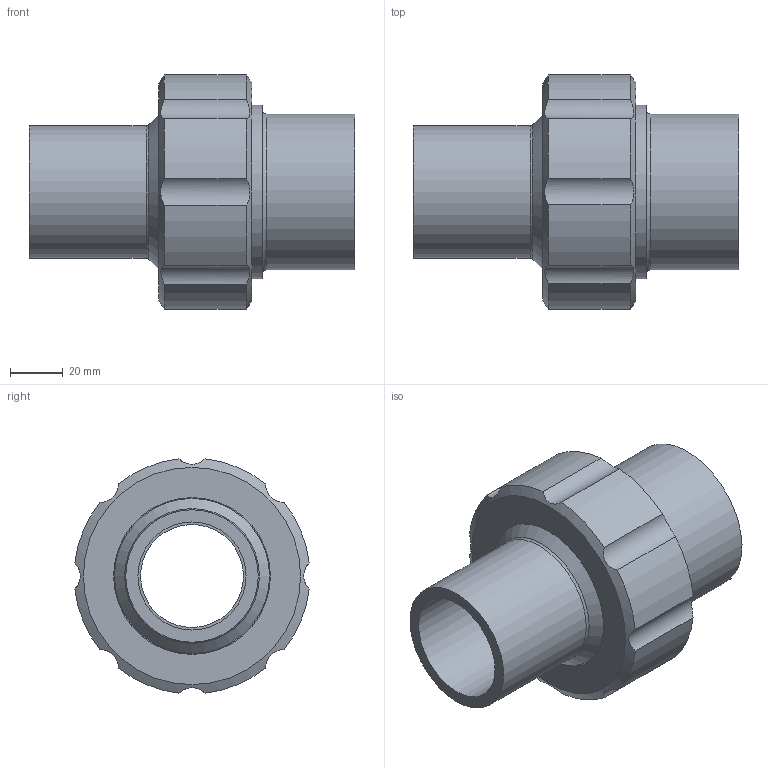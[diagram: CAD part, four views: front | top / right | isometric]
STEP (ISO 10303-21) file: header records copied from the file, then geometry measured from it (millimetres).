
FILE_DESCRIPTION (( 'STEP AP203' ), '1' );
FILE_NAME ('581225015.STEP', '2017-07-28T18:50:38', ( '' ), ( '' ), 'SwSTEP 2.0', 'SolidWorks 2017', '' );
FILE_SCHEMA (( 'CONFIG_CONTROL_DESIGN' ));
Length unit declared in the file: inch
Products named in the file (1): 581225015
Bounding box: 122.92 x 88.45 x 88.45 mm (x, y, z)
Volume: 239372.9 mm3; surface area: 69603.9 mm2
Topology: 3 solids, 3 shells, 47 faces, 110 edges, 75 vertices
Faces by surface type: cylinder 27, plane 12, cone 6, bspline 1, torus 1
Full cylindrical faces by diameter (mm): 38.862 x1, 40.8 x1, 44.145 x1, 50 x1, 56.845 x1, 58.6 x1, 58.725 x1, 59.2 x1, 62.4 x1, 63.2 x1, 65.71 x1
Entity records: 1688 total; most frequent: CARTESIAN_POINT 627, DIRECTION 202, ORIENTED_EDGE 172, AXIS2_PLACEMENT_3D 93, EDGE_CURVE 86, EDGE_LOOP 78, VERTEX_POINT 70, FACE_OUTER_BOUND 60
